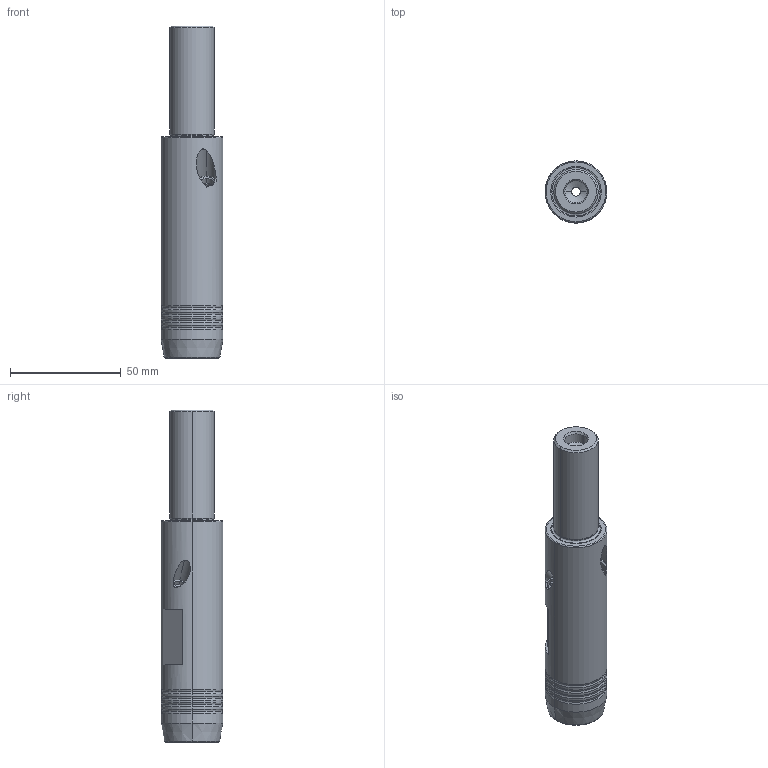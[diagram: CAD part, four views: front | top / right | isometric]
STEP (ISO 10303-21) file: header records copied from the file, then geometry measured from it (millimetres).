
FILE_DESCRIPTION (( 'STEP AP214' ), '1' );
FILE_NAME ('77.020.016 x=100_step.STEP', '2020-09-22T06:19:34', ( '' ), ( '' ), 'SwSTEP 2.0', 'SolidWorks 2018', '' );
FILE_SCHEMA (( 'AUTOMOTIVE_DESIGN' ));
Length unit declared in the file: millimetre
Products named in the file (1): 77.020.016 x=100_step
Bounding box: 28 x 28 x 150 mm (x, y, z)
Volume: 63340.8 mm3; surface area: 31155.7 mm2
Topology: 8 solids, 8 shells, 314 faces, 696 edges, 412 vertices
Faces by surface type: cylinder 110, cone 89, torus 56, plane 49, bspline 6, sphere 4
Entity records: 17650 total; most frequent: CARTESIAN_POINT 7177, DIRECTION 1567, ORIENTED_EDGE 1374, EDGE_CURVE 687, AXIS2_PLACEMENT_3D 670, VERTEX_POINT 409, CIRCLE 361, EDGE_LOOP 344
